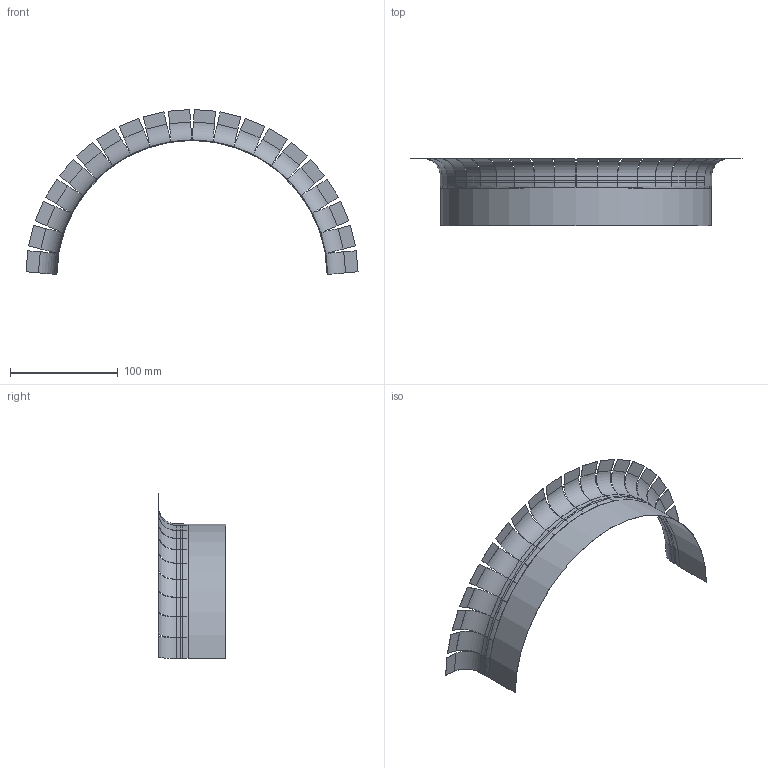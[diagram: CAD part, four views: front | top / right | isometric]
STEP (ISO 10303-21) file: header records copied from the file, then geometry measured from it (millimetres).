
FILE_DESCRIPTION(/* description */ (''),/* implementation_level */ '2;1');
FILE_NAME(/* name */ 'ePic-L1_FPC-hSide.v5_STRATO3-COPPER.stp',/* time_stamp */ '2025-05-13T15:07:41+02:00',/* author */ (''),/* organization */ (''),/* preprocessor_version */ 'ST-DEVELOPER v19.4',/* originating_system */ 'SIEMENS PLM Software NX2306.5001',/* authorisation */ '');
FILE_SCHEMA (('AP203_CONFIGURATION_CONTROLLED_3D_DESIGN_OF_MECHANICAL_PARTS_AND_ASSEMBLIES_MIM_LF { 1 0 10303 403 2 1 2}'));
Length unit declared in the file: millimetre
Products named in the file (1): ePic-L2_FPC-hSide.v5_objects
Bounding box: 307.54 x 62.7 x 152.73 mm (x, y, z)
Volume: 4422.8 mm3; surface area: 66117.3 mm2
Topology: 41 solids, 41 shells, 406 faces, 892 edges, 568 vertices
Faces by surface type: plane 264, bspline 100, cylinder 42
Entity records: 12366 total; most frequent: CARTESIAN_POINT 3847, ORIENTED_EDGE 1784, DIRECTION 1350, EDGE_CURVE 892, VERTEX_POINT 568, LINE 568, VECTOR 568, ADVANCED_FACE 406
